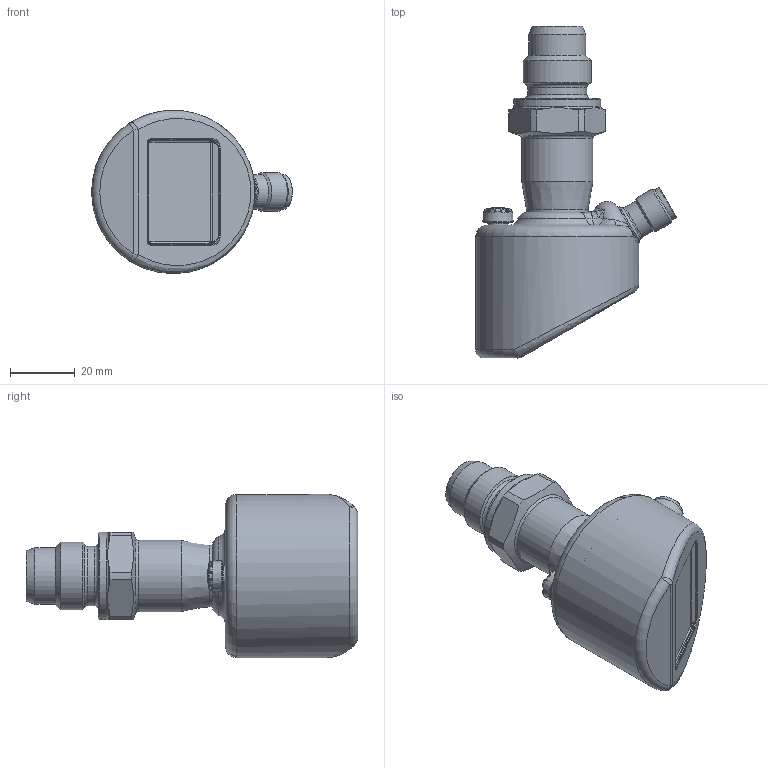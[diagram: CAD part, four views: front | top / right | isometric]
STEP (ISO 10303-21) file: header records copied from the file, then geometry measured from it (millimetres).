
FILE_DESCRIPTION(/* description */ ('Unknown'),/* implementation_level */ '2;1');
FILE_NAME(/* name */ 'PP56-2.B####.D214.422011.0000',/* time_stamp */ '2024-09-10T13:54:46+02:00',/* author */ ('Unknown'),/* organization */ ('Baumer'),/* preprocessor_version */ 'ST-DEVELOPER v16.7',/* originating_system */ 'Solid Edge',/* authorisation */ 'Unknown');
FILE_SCHEMA (('AUTOMOTIVE_DESIGN {1 0 10303 214 3 1 1}'));
Length unit declared in the file: millimetre
Products named in the file (1): Part2
Bounding box: 61.95 x 102.42 x 50.39 mm (x, y, z)
Volume: 39791.4 mm3; surface area: 37968.1 mm2
Topology: 1 solids, 6 shells, 2295 faces, 6103 edges, 3872 vertices
Faces by surface type: plane 1060, bspline 458, cylinder 397, cone 201, torus 161, sphere 18
Full cylindrical faces by diameter (mm): 0.7 x6, 0.9 x2, 1 x4, 2 x1, 3 x2, 4.9 x1, 5 x2, 6 x1, 6.2 x1, 6.7 x1, 7 x2, 7.05 x1, 7.4 x1, 8 x1, 8.1 x1, 8.4 x2, 8.7 x1, 9.36 x1, 9.4 x1, 9.45 x1, 9.5 x1, 9.55 x1, 10 x1, 10.42 x1, 10.5 x1, 10.65 x1, 10.7 x2, 12 x2, 12.15 x1, 12.4 x1
Entity records: 96413 total; most frequent: CARTESIAN_POINT 28652, ORIENTED_EDGE 11578, DIRECTION 8890, EDGE_CURVE 5789, VERTEX_POINT 3797, AXIS2_PLACEMENT_3D 3320, FACE_BOUND 2694, EDGE_LOOP 2692
